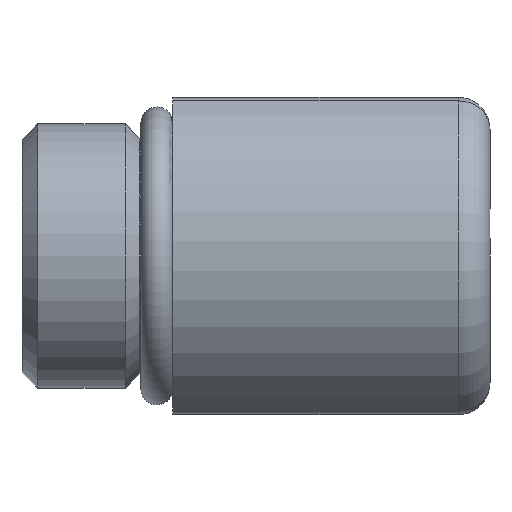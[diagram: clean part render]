
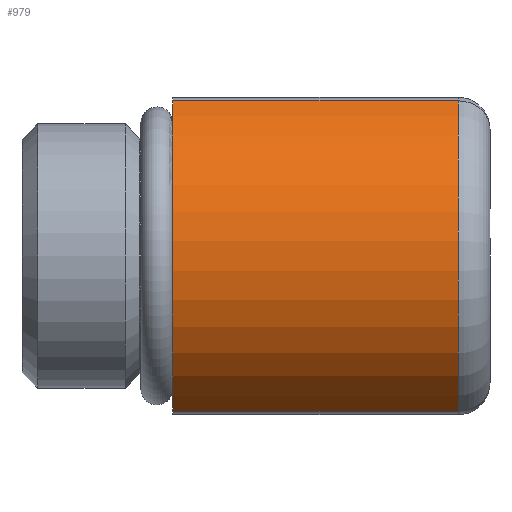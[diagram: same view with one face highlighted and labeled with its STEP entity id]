
A CAD part, left-side view. The second image highlights one B-rep face of the part: STEP entity #979.
In plain terms, the highlighted cylindrical face has radius 11 mm (diameter 22 mm), a partial arc.
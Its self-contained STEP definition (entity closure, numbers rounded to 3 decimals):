
#60=CYLINDRICAL_SURFACE('',#1099,11.);
#94=LINE('',#1595,#132);
#99=LINE('',#1616,#137);
#132=VECTOR('',#1278,10.);
#137=VECTOR('',#1305,10.);
#192=FACE_OUTER_BOUND('',#261,.T.);
#261=EDGE_LOOP('',(#678,#679,#680,#681));
#328=CIRCLE('',#1065,11.);
#351=CIRCLE('',#1100,11.);
#404=VERTEX_POINT('',#1545);
#406=VERTEX_POINT('',#1548);
#422=VERTEX_POINT('',#1593);
#427=VERTEX_POINT('',#1614);
#487=EDGE_CURVE('',#406,#404,#328,.T.);
#510=EDGE_CURVE('',#422,#404,#94,.T.);
#520=EDGE_CURVE('',#427,#422,#351,.T.);
#521=EDGE_CURVE('',#406,#427,#99,.T.);
#678=ORIENTED_EDGE('',*,*,#510,.F.);
#679=ORIENTED_EDGE('',*,*,#520,.F.);
#680=ORIENTED_EDGE('',*,*,#521,.F.);
#681=ORIENTED_EDGE('',*,*,#487,.T.);
#979=ADVANCED_FACE('',(#192),#60,.T.);
#1065=AXIS2_PLACEMENT_3D('',#1549,#1223,#1224);
#1099=AXIS2_PLACEMENT_3D('',#1613,#1301,#1302);
#1100=AXIS2_PLACEMENT_3D('',#1615,#1303,#1304);
#1223=DIRECTION('center_axis',(0.,-1.,0.));
#1224=DIRECTION('ref_axis',(1.,0.,0.));
#1278=DIRECTION('',(0.,1.,0.));
#1301=DIRECTION('center_axis',(0.,-1.,0.));
#1302=DIRECTION('ref_axis',(-1.,0.,0.));
#1303=DIRECTION('center_axis',(0.,-1.,0.));
#1304=DIRECTION('ref_axis',(-1.,0.,0.));
#1305=DIRECTION('',(0.,-1.,0.));
#1545=CARTESIAN_POINT('',(-17.93,7.867,-9.778));
#1548=CARTESIAN_POINT('',(-17.93,7.867,9.778));
#1549=CARTESIAN_POINT('Origin',(-12.891,7.867,0.));
#1593=CARTESIAN_POINT('',(-17.93,-10.133,-9.778));
#1595=CARTESIAN_POINT('',(-17.93,-2.133,-9.778));
#1613=CARTESIAN_POINT('Origin',(-12.891,-2.133,0.));
#1614=CARTESIAN_POINT('',(-17.93,-10.133,9.778));
#1615=CARTESIAN_POINT('Origin',(-12.891,-10.133,0.));
#1616=CARTESIAN_POINT('',(-17.93,-2.133,9.778));
